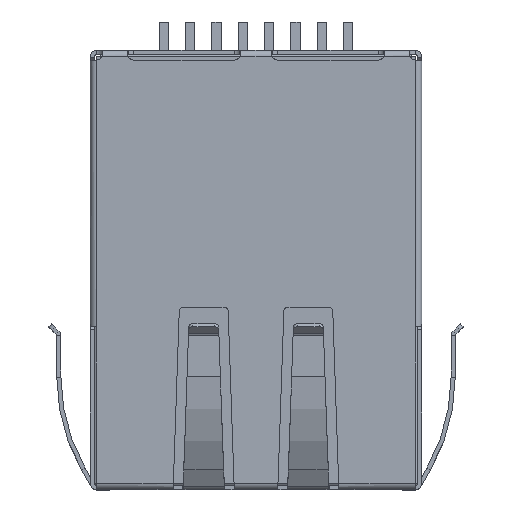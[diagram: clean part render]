
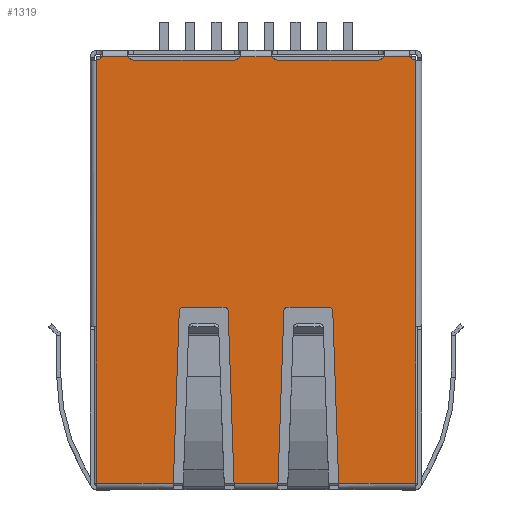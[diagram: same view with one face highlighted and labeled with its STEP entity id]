
A CAD part, top view. The second image highlights one B-rep face of the part: STEP entity #1319.
In plain terms, the highlighted planar face has unit normal (0, 0, 1).
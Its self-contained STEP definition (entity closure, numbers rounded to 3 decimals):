
#1319=ADVANCED_FACE('',(#3112),#3113,.F.);
#3112=FACE_OUTER_BOUND('',#5428,.T.);
#3113=PLANE('',#5429);
#5428=EDGE_LOOP('',(#9832,#9833,#9834,#9835,#9836,#9837,#9838,#9839,#9840,#9841,#9842,#9843,#9844,#9845,#9846,#9847,#9848,#9849,#9850,#9851,#9852,#9853,#9854,#9855,#9856,#9857,#9858,#9859));
#5429=AXIS2_PLACEMENT_3D('',#9860,#9861,#9862);
#9832=ORIENTED_EDGE('',*,*,#14989,.T.);
#9833=ORIENTED_EDGE('',*,*,#14979,.F.);
#9834=ORIENTED_EDGE('',*,*,#15030,.F.);
#9835=ORIENTED_EDGE('',*,*,#15031,.T.);
#9836=ORIENTED_EDGE('',*,*,#15032,.F.);
#9837=ORIENTED_EDGE('',*,*,#15033,.T.);
#9838=ORIENTED_EDGE('',*,*,#15034,.F.);
#9839=ORIENTED_EDGE('',*,*,#15035,.T.);
#9840=ORIENTED_EDGE('',*,*,#15036,.F.);
#9841=ORIENTED_EDGE('',*,*,#15037,.T.);
#9842=ORIENTED_EDGE('',*,*,#15038,.F.);
#9843=ORIENTED_EDGE('',*,*,#15039,.T.);
#9844=ORIENTED_EDGE('',*,*,#15040,.T.);
#9845=ORIENTED_EDGE('',*,*,#15041,.T.);
#9846=ORIENTED_EDGE('',*,*,#15042,.T.);
#9847=ORIENTED_EDGE('',*,*,#15043,.T.);
#9848=ORIENTED_EDGE('',*,*,#15044,.T.);
#9849=ORIENTED_EDGE('',*,*,#15045,.T.);
#9850=ORIENTED_EDGE('',*,*,#15046,.T.);
#9851=ORIENTED_EDGE('',*,*,#15047,.T.);
#9852=ORIENTED_EDGE('',*,*,#15048,.T.);
#9853=ORIENTED_EDGE('',*,*,#15049,.F.);
#9854=ORIENTED_EDGE('',*,*,#15025,.F.);
#9855=ORIENTED_EDGE('',*,*,#15050,.F.);
#9856=ORIENTED_EDGE('',*,*,#15051,.F.);
#9857=ORIENTED_EDGE('',*,*,#15052,.F.);
#9858=ORIENTED_EDGE('',*,*,#15053,.T.);
#9859=ORIENTED_EDGE('',*,*,#14993,.T.);
#9860=CARTESIAN_POINT('',(-7.7,-10.9,6.675));
#9861=DIRECTION('',(0.0,0.,-1.0));
#9862=DIRECTION('',(-1.0,0.0,0.0));
#14979=EDGE_CURVE('',#18105,#18108,#18109,.T.);
#14989=EDGE_CURVE('',#18120,#18108,#18121,.T.);
#14993=EDGE_CURVE('',#18126,#18120,#18127,.T.);
#15025=EDGE_CURVE('',#18174,#18175,#18176,.T.);
#15030=EDGE_CURVE('',#18183,#18105,#18184,.T.);
#15031=EDGE_CURVE('',#18183,#18185,#18186,.T.);
#15032=EDGE_CURVE('',#18187,#18185,#18188,.T.);
#15033=EDGE_CURVE('',#18187,#18189,#18190,.T.);
#15034=EDGE_CURVE('',#18191,#18189,#18192,.T.);
#15035=EDGE_CURVE('',#18191,#18193,#18194,.T.);
#15036=EDGE_CURVE('',#18195,#18193,#18196,.T.);
#15037=EDGE_CURVE('',#18195,#18197,#18198,.T.);
#15038=EDGE_CURVE('',#18199,#18197,#18200,.T.);
#15039=EDGE_CURVE('',#18199,#18201,#18202,.T.);
#15040=EDGE_CURVE('',#18201,#18203,#18204,.T.);
#15041=EDGE_CURVE('',#18203,#18205,#18206,.T.);
#15042=EDGE_CURVE('',#18205,#18207,#18208,.T.);
#15043=EDGE_CURVE('',#18207,#18209,#18210,.T.);
#15044=EDGE_CURVE('',#18209,#18211,#18212,.T.);
#15045=EDGE_CURVE('',#18211,#18213,#18214,.T.);
#15046=EDGE_CURVE('',#18213,#18215,#18216,.T.);
#15047=EDGE_CURVE('',#18215,#18217,#18218,.T.);
#15048=EDGE_CURVE('',#18217,#18219,#18220,.T.);
#15049=EDGE_CURVE('',#18175,#18219,#18221,.T.);
#15050=EDGE_CURVE('',#18222,#18174,#18223,.T.);
#15051=EDGE_CURVE('',#18224,#18222,#18225,.T.);
#15052=EDGE_CURVE('',#18226,#18224,#18227,.T.);
#15053=EDGE_CURVE('',#18226,#18126,#18228,.T.);
#18105=VERTEX_POINT('',#22535);
#18108=VERTEX_POINT('',#22547);
#18109=LINE('',#22548,#22549);
#18120=VERTEX_POINT('',#22574);
#18121=CIRCLE('',#22575,0.3);
#18126=VERTEX_POINT('',#22581);
#18127=LINE('',#22582,#22583);
#18174=VERTEX_POINT('',#22661);
#18175=VERTEX_POINT('',#22662);
#18176=CIRCLE('',#22663,0.3);
#18183=VERTEX_POINT('',#22672);
#18184=CIRCLE('',#22673,0.3);
#18185=VERTEX_POINT('',#22674);
#18186=LINE('',#22675,#22676);
#18187=VERTEX_POINT('',#22677);
#18188=LINE('',#22678,#22679);
#18189=VERTEX_POINT('',#22680);
#18190=LINE('',#22681,#22682);
#18191=VERTEX_POINT('',#22683);
#18192=LINE('',#22684,#22685);
#18193=VERTEX_POINT('',#22686);
#18194=CIRCLE('',#22687,0.2);
#18195=VERTEX_POINT('',#22688);
#18196=LINE('',#22689,#22690);
#18197=VERTEX_POINT('',#22691);
#18198=CIRCLE('',#22692,0.2);
#18199=VERTEX_POINT('',#22693);
#18200=LINE('',#22694,#22695);
#18201=VERTEX_POINT('',#22696);
#18202=LINE('',#22697,#22698);
#18203=VERTEX_POINT('',#22699);
#18204=LINE('',#22700,#22701);
#18205=VERTEX_POINT('',#22702);
#18206=CIRCLE('',#22703,0.2);
#18207=VERTEX_POINT('',#22704);
#18208=LINE('',#22705,#22706);
#18209=VERTEX_POINT('',#22707);
#18210=CIRCLE('',#22708,0.2);
#18211=VERTEX_POINT('',#22709);
#18212=LINE('',#22710,#22711);
#18213=VERTEX_POINT('',#22712);
#18214=LINE('',#22713,#22714);
#18215=VERTEX_POINT('',#22715);
#18216=LINE('',#22716,#22717);
#18217=VERTEX_POINT('',#22718);
#18218=LINE('',#22719,#22720);
#18219=VERTEX_POINT('',#22721);
#18220=CIRCLE('',#22722,0.3);
#18221=LINE('',#22723,#22724);
#18222=VERTEX_POINT('',#22725);
#18223=LINE('',#22726,#22727);
#18224=VERTEX_POINT('',#22728);
#18225=CIRCLE('',#22729,0.3);
#18226=VERTEX_POINT('',#22730);
#18227=LINE('',#22731,#22732);
#18228=CIRCLE('',#22733,0.3);
#22535=CARTESIAN_POINT('',(-7.43,10.0,6.675));
#22547=CARTESIAN_POINT('',(-6.17,10.0,6.675));
#22548=CARTESIAN_POINT('',(-7.7,10.0,6.675));
#22549=VECTOR('',#27146,1000.0);
#22574=CARTESIAN_POINT('',(-5.9,9.83,6.675));
#22575=AXIS2_PLACEMENT_3D('',#27152,#27153,#27154);
#22581=CARTESIAN_POINT('',(-1.05,9.83,6.675));
#22582=CARTESIAN_POINT('',(-1.05,9.83,6.675));
#22583=VECTOR('',#27159,1000.0);
#22661=CARTESIAN_POINT('',(5.9,9.83,6.675));
#22662=CARTESIAN_POINT('',(6.17,10.0,6.675));
#22663=AXIS2_PLACEMENT_3D('',#27179,#27180,#27181);
#22672=CARTESIAN_POINT('',(-7.7,9.83,6.675));
#22673=AXIS2_PLACEMENT_3D('',#27187,#27188,#27189);
#22674=CARTESIAN_POINT('',(-7.7,-3.05,6.675));
#22675=CARTESIAN_POINT('',(-7.7,9.83,6.675));
#22676=VECTOR('',#27190,1000.0);
#22677=CARTESIAN_POINT('',(-7.7,-10.6,6.675));
#22678=CARTESIAN_POINT('',(-7.7,-10.9,6.675));
#22679=VECTOR('',#27191,1000.0);
#22680=CARTESIAN_POINT('',(-3.99,-10.6,6.675));
#22681=CARTESIAN_POINT('',(-7.7,-10.6,6.675));
#22682=VECTOR('',#27192,1000.0);
#22683=CARTESIAN_POINT('',(-3.707,-2.293,6.675));
#22684=CARTESIAN_POINT('',(-3.7,-2.1,6.675));
#22685=VECTOR('',#27193,1000.0);
#22686=CARTESIAN_POINT('',(-3.507,-2.1,6.675));
#22687=AXIS2_PLACEMENT_3D('',#27194,#27195,#27196);
#22688=CARTESIAN_POINT('',(-1.543,-2.1,6.675));
#22689=CARTESIAN_POINT('',(-1.35,-2.1,6.675));
#22690=VECTOR('',#27197,1000.0);
#22691=CARTESIAN_POINT('',(-1.343,-2.293,6.675));
#22692=AXIS2_PLACEMENT_3D('',#27198,#27199,#27200);
#22693=CARTESIAN_POINT('',(-1.06,-10.6,6.675));
#22694=CARTESIAN_POINT('',(-1.05,-10.9,6.675));
#22695=VECTOR('',#27201,1000.0);
#22696=CARTESIAN_POINT('',(1.06,-10.6,6.675));
#22697=CARTESIAN_POINT('',(-7.7,-10.6,6.675));
#22698=VECTOR('',#27202,1000.0);
#22699=CARTESIAN_POINT('',(1.343,-2.293,6.675));
#22700=CARTESIAN_POINT('',(1.05,-10.9,6.675));
#22701=VECTOR('',#27203,1000.0);
#22702=CARTESIAN_POINT('',(1.543,-2.1,6.675));
#22703=AXIS2_PLACEMENT_3D('',#27204,#27205,#27206);
#22704=CARTESIAN_POINT('',(3.507,-2.1,6.675));
#22705=CARTESIAN_POINT('',(1.35,-2.1,6.675));
#22706=VECTOR('',#27207,1000.0);
#22707=CARTESIAN_POINT('',(3.707,-2.293,6.675));
#22708=AXIS2_PLACEMENT_3D('',#27208,#27209,#27210);
#22709=CARTESIAN_POINT('',(3.99,-10.6,6.675));
#22710=CARTESIAN_POINT('',(3.7,-2.1,6.675));
#22711=VECTOR('',#27211,1000.0);
#22712=CARTESIAN_POINT('',(7.7,-10.6,6.675));
#22713=CARTESIAN_POINT('',(-7.7,-10.6,6.675));
#22714=VECTOR('',#27212,1000.0);
#22715=CARTESIAN_POINT('',(7.7,-3.05,6.675));
#22716=CARTESIAN_POINT('',(7.7,-10.9,6.675));
#22717=VECTOR('',#27213,1000.0);
#22718=CARTESIAN_POINT('',(7.7,9.83,6.675));
#22719=CARTESIAN_POINT('',(7.7,-3.05,6.675));
#22720=VECTOR('',#27214,1000.0);
#22721=CARTESIAN_POINT('',(7.43,10.0,6.675));
#22722=AXIS2_PLACEMENT_3D('',#27215,#27216,#27217);
#22723=CARTESIAN_POINT('',(-7.7,10.0,6.675));
#22724=VECTOR('',#27218,1000.0);
#22725=CARTESIAN_POINT('',(1.05,9.83,6.675));
#22726=CARTESIAN_POINT('',(1.05,9.83,6.675));
#22727=VECTOR('',#27219,1000.0);
#22728=CARTESIAN_POINT('',(0.78,10.0,6.675));
#22729=AXIS2_PLACEMENT_3D('',#27220,#27221,#27222);
#22730=CARTESIAN_POINT('',(-0.78,10.0,6.675));
#22731=CARTESIAN_POINT('',(-7.7,10.0,6.675));
#22732=VECTOR('',#27223,1000.0);
#22733=AXIS2_PLACEMENT_3D('',#27224,#27225,#27226);
#27146=DIRECTION('',(1.0,0.0,0.0));
#27152=CARTESIAN_POINT('',(-5.9,10.13,6.675));
#27153=DIRECTION('',(0.0,0.,-1.0));
#27154=DIRECTION('',(1.0,0.0,0.0));
#27159=DIRECTION('',(-1.0,0.,0.));
#27179=CARTESIAN_POINT('',(5.9,10.13,6.675));
#27180=DIRECTION('',(0.0,0.,1.0));
#27181=DIRECTION('',(-1.0,0.0,0.0));
#27187=CARTESIAN_POINT('',(-7.7,10.13,6.675));
#27188=DIRECTION('',(0.0,0.,1.0));
#27189=DIRECTION('',(-1.0,0.0,0.0));
#27190=DIRECTION('',(0.,-1.0,0.));
#27191=DIRECTION('',(0.,1.0,0.));
#27192=DIRECTION('',(1.0,0.0,0.0));
#27193=DIRECTION('',(-0.034,-0.999,0.));
#27194=CARTESIAN_POINT('',(-3.507,-2.3,6.675));
#27195=DIRECTION('',(0.0,0.,-1.0));
#27196=DIRECTION('',(0.0,1.0,0.));
#27197=DIRECTION('',(-1.0,0.,0.));
#27198=CARTESIAN_POINT('',(-1.543,-2.3,6.675));
#27199=DIRECTION('',(0.0,0.,-1.0));
#27200=DIRECTION('',(0.0,1.0,0.));
#27201=DIRECTION('',(-0.034,0.999,0.));
#27202=DIRECTION('',(1.0,0.0,0.0));
#27203=DIRECTION('',(0.034,0.999,0.));
#27204=CARTESIAN_POINT('',(1.543,-2.3,6.675));
#27205=DIRECTION('',(0.0,0.,-1.0));
#27206=DIRECTION('',(0.0,1.0,0.));
#27207=DIRECTION('',(1.0,0.,0.));
#27208=CARTESIAN_POINT('',(3.507,-2.3,6.675));
#27209=DIRECTION('',(0.0,0.,-1.0));
#27210=DIRECTION('',(0.0,1.0,0.));
#27211=DIRECTION('',(0.034,-0.999,0.));
#27212=DIRECTION('',(1.0,0.0,0.0));
#27213=DIRECTION('',(0.,1.0,0.));
#27214=DIRECTION('',(0.,1.0,0.0));
#27215=CARTESIAN_POINT('',(7.7,10.13,6.675));
#27216=DIRECTION('',(0.0,0.,-1.0));
#27217=DIRECTION('',(1.0,0.0,0.0));
#27218=DIRECTION('',(1.0,0.0,0.0));
#27219=DIRECTION('',(1.0,0.,0.));
#27220=CARTESIAN_POINT('',(1.05,10.13,6.675));
#27221=DIRECTION('',(0.0,0.,1.0));
#27222=DIRECTION('',(1.0,0.0,0.0));
#27223=DIRECTION('',(1.0,0.0,0.0));
#27224=CARTESIAN_POINT('',(-1.05,10.13,6.675));
#27225=DIRECTION('',(0.0,0.,-1.0));
#27226=DIRECTION('',(-1.0,0.0,0.0));
